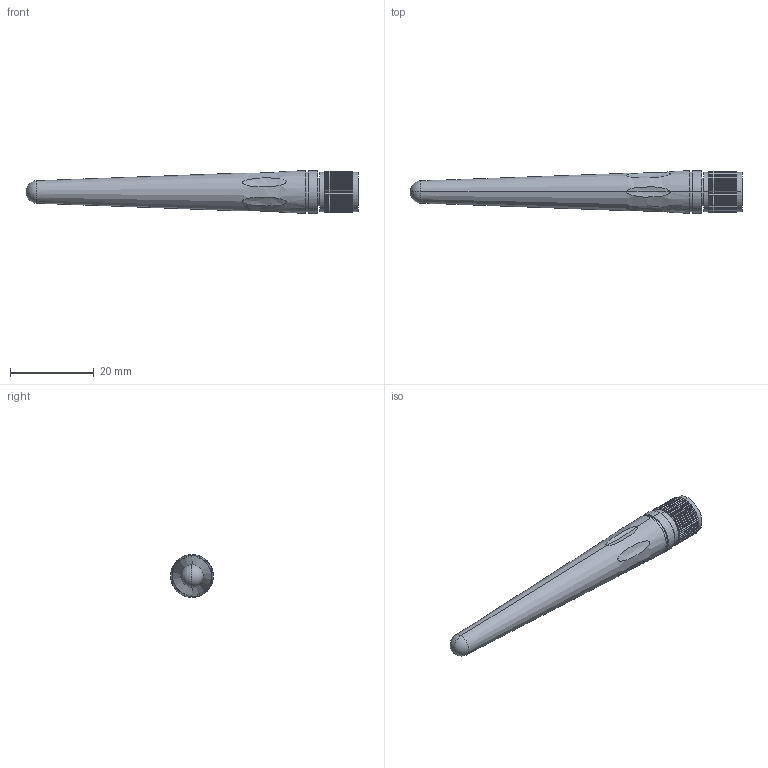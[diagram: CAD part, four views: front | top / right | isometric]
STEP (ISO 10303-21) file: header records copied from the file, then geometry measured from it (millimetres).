
FILE_DESCRIPTION (( 'STEP AP203' ), '1' );
FILE_NAME ('HG2402RDR-RSP.STEP', '2010-09-30T14:42:09', ( 'x' ), ( 'Microsoft' ), 'SwSTEP 2.0', 'SolidWorks 2010', '' );
FILE_SCHEMA (( 'CONFIG_CONTROL_DESIGN' ));
Length unit declared in the file: inch
Products named in the file (1): HG2402RDR-RSP
Bounding box: 79.43 x 10.21 x 10.21 mm (x, y, z)
Volume: 3942.8 mm3; surface area: 2548.6 mm2
Topology: 1 solids, 1 shells, 250 faces, 670 edges, 439 vertices
Faces by surface type: plane 130, cylinder 80, cone 30, torus 8, sphere 2
Entity records: 8211 total; most frequent: CARTESIAN_POINT 1708, DIRECTION 1358, ORIENTED_EDGE 1340, EDGE_CURVE 670, VECTOR 460, LINE 460, AXIS2_PLACEMENT_3D 449, VERTEX_POINT 439
